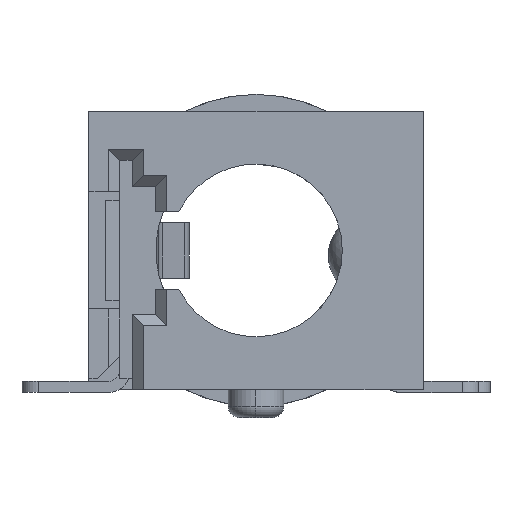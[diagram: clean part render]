
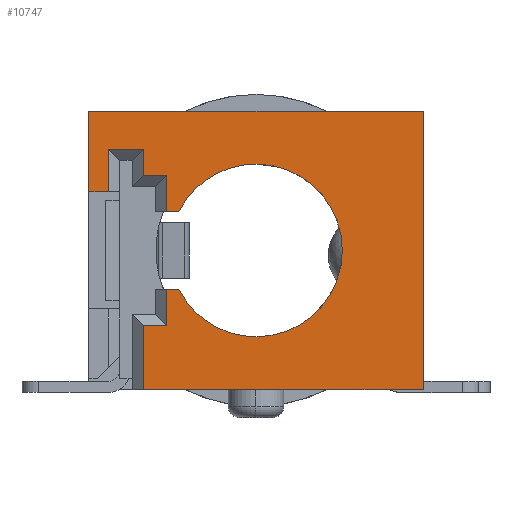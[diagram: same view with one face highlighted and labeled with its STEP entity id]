
A CAD part, left-side view. The second image highlights one B-rep face of the part: STEP entity #10747.
In plain terms, the highlighted planar face has unit normal (-1, 0, 0).
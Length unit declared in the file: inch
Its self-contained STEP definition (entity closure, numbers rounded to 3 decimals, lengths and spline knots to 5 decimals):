
#50 = VECTOR ( 'NONE', #15444, 39.37008 ) ;
#168 = ORIENTED_EDGE ( 'NONE', *, *, #2589, .T. ) ;
#373 = VECTOR ( 'NONE', #7558, 39.37008 ) ;
#454 = CARTESIAN_POINT ( 'NONE',  ( 0., -0.03858, -0.04528 ) ) ;
#466 = EDGE_CURVE ( 'NONE', #1806, #11922, #5330, .T. ) ;
#954 = CIRCLE ( 'NONE', #1483, 0.06102 ) ;
#1039 = LINE ( 'NONE', #4852, #373 ) ;
#1090 = LINE ( 'NONE', #7847, #10800 ) ;
#1179 = ORIENTED_EDGE ( 'NONE', *, *, #8373, .T. ) ;
#1483 = AXIS2_PLACEMENT_3D ( 'NONE', #8371, #5914, #16087 ) ;
#1593 = ORIENTED_EDGE ( 'NONE', *, *, #11718, .T. ) ;
#1619 = VERTEX_POINT ( 'NONE', #11804 ) ;
#1660 = DIRECTION ( 'NONE',  ( 0., -1., 0. ) ) ;
#1747 = CARTESIAN_POINT ( 'NONE',  ( 0., -0.03858, 0. ) ) ;
#1806 = VERTEX_POINT ( 'NONE', #7176 ) ;
#1862 = VECTOR ( 'NONE', #1660, 39.37008 ) ;
#1960 = ORIENTED_EDGE ( 'NONE', *, *, #4555, .T. ) ;
#2446 = VERTEX_POINT ( 'NONE', #9979 ) ;
#2589 = EDGE_CURVE ( 'NONE', #10978, #3118, #4949, .T. ) ;
#2822 = VECTOR ( 'NONE', #11712, 39.37008 ) ;
#2926 = CARTESIAN_POINT ( 'NONE',  ( 0., 0., 0. ) ) ;
#2929 = LINE ( 'NONE', #13208, #1862 ) ;
#3118 = VERTEX_POINT ( 'NONE', #15975 ) ;
#3218 = CARTESIAN_POINT ( 'NONE',  ( 0., -0.11811, -0.09843 ) ) ;
#3364 = CARTESIAN_POINT ( 'NONE',  ( 0., -0.05512, -0.15157 ) ) ;
#3371 = VERTEX_POINT ( 'NONE', #6943 ) ;
#3477 = ORIENTED_EDGE ( 'NONE', *, *, #4912, .T. ) ;
#3555 = EDGE_LOOP ( 'NONE', ( #6394, #14329, #3477, #1593, #10481, #11449, #7427, #9238, #9067, #168, #1179, #14461, #10773, #4998, #12559, #5445, #1960, #14147 ) ) ;
#3576 = EDGE_CURVE ( 'NONE', #3371, #11043, #2929, .T. ) ;
#3580 = DIRECTION ( 'NONE',  ( 0., 0., -1. ) ) ;
#3647 = VERTEX_POINT ( 'NONE', #3364 ) ;
#3809 = EDGE_CURVE ( 'NONE', #14677, #9126, #4967, .T. ) ;
#3818 = VECTOR ( 'NONE', #16506, 39.37008 ) ;
#3985 = DIRECTION ( 'NONE',  ( 0., 1., 0. ) ) ;
#4118 = PLANE ( 'NONE',  #7120 ) ;
#4519 = LINE ( 'NONE', #8726, #5122 ) ;
#4555 = EDGE_CURVE ( 'NONE', #2446, #1619, #5361, .T. ) ;
#4844 = CARTESIAN_POINT ( 'NONE',  ( 0., 0., -0.04528 ) ) ;
#4852 = CARTESIAN_POINT ( 'NONE',  ( 0., 0., 0. ) ) ;
#4897 = EDGE_CURVE ( 'NONE', #3371, #3647, #5934, .T. ) ;
#4912 = EDGE_CURVE ( 'NONE', #3647, #8863, #4519, .T. ) ;
#4949 = LINE ( 'NONE', #6286, #13908 ) ;
#4967 = LINE ( 'NONE', #12617, #8057 ) ;
#4998 = ORIENTED_EDGE ( 'NONE', *, *, #3809, .T. ) ;
#5122 = VECTOR ( 'NONE', #7298, 39.37008 ) ;
#5256 = CARTESIAN_POINT ( 'NONE',  ( 0., -0.11811, -0.19685 ) ) ;
#5330 = LINE ( 'NONE', #5256, #11153 ) ;
#5361 = CIRCLE ( 'NONE', #9927, 0.06102 ) ;
#5445 = ORIENTED_EDGE ( 'NONE', *, *, #12390, .T. ) ;
#5600 = EDGE_CURVE ( 'NONE', #1619, #11043, #15614, .T. ) ;
#5782 = EDGE_CURVE ( 'NONE', #15982, #1806, #12652, .T. ) ;
#5914 = DIRECTION ( 'NONE',  ( 1., 0., 0. ) ) ;
#5934 = LINE ( 'NONE', #15103, #8609 ) ;
#6087 = LINE ( 'NONE', #9942, #15406 ) ;
#6210 = CARTESIAN_POINT ( 'NONE',  ( 0., -0.06366, -0.12598 ) ) ;
#6286 = CARTESIAN_POINT ( 'NONE',  ( 0., -0.01378, 0. ) ) ;
#6394 = ORIENTED_EDGE ( 'NONE', *, *, #3576, .F. ) ;
#6707 = CARTESIAN_POINT ( 'NONE',  ( 0., -0.03858, -0.19685 ) ) ;
#6788 = VECTOR ( 'NONE', #15884, 39.37008 ) ;
#6791 = EDGE_CURVE ( 'NONE', #10134, #10978, #13258, .T. ) ;
#6820 = DIRECTION ( 'NONE',  ( 0., 0., 1. ) ) ;
#6943 = CARTESIAN_POINT ( 'NONE',  ( 0., -0.05512, -0.12598 ) ) ;
#7068 = EDGE_CURVE ( 'NONE', #13774, #14677, #13849, .T. ) ;
#7120 = AXIS2_PLACEMENT_3D ( 'NONE', #2926, #10359, #6820 ) ;
#7176 = CARTESIAN_POINT ( 'NONE',  ( 0., -0.23622, -0.19685 ) ) ;
#7298 = DIRECTION ( 'NONE',  ( 0., 1., 0. ) ) ;
#7313 = EDGE_CURVE ( 'NONE', #15271, #13774, #6087, .T. ) ;
#7427 = ORIENTED_EDGE ( 'NONE', *, *, #11347, .T. ) ;
#7477 = EDGE_CURVE ( 'NONE', #8785, #9126, #8506, .T. ) ;
#7558 = DIRECTION ( 'NONE',  ( 0., 1., 0. ) ) ;
#7847 = CARTESIAN_POINT ( 'NONE',  ( 0., 0., -0.02677 ) ) ;
#8057 = VECTOR ( 'NONE', #15219, 39.37008 ) ;
#8342 = CARTESIAN_POINT ( 'NONE',  ( 0., -0.02165, -0.07087 ) ) ;
#8371 = CARTESIAN_POINT ( 'NONE',  ( 0., -0.11811, -0.09843 ) ) ;
#8373 = EDGE_CURVE ( 'NONE', #3118, #15271, #1090, .T. ) ;
#8446 = VECTOR ( 'NONE', #10958, 39.37008 ) ;
#8506 = LINE ( 'NONE', #8342, #8446 ) ;
#8609 = VECTOR ( 'NONE', #3580, 39.37008 ) ;
#8726 = CARTESIAN_POINT ( 'NONE',  ( 0., 0., -0.15157 ) ) ;
#8785 = VERTEX_POINT ( 'NONE', #14872 ) ;
#8863 = VERTEX_POINT ( 'NONE', #9649 ) ;
#8987 = CARTESIAN_POINT ( 'NONE',  ( 0., -0.01378, -0.05709 ) ) ;
#9067 = ORIENTED_EDGE ( 'NONE', *, *, #6791, .T. ) ;
#9126 = VERTEX_POINT ( 'NONE', #13480 ) ;
#9171 = AXIS2_PLACEMENT_3D ( 'NONE', #9284, #16015, #11823 ) ;
#9238 = ORIENTED_EDGE ( 'NONE', *, *, #10151, .F. ) ;
#9284 = CARTESIAN_POINT ( 'NONE',  ( 0., -0.11811, -0.09843 ) ) ;
#9528 = DIRECTION ( 'NONE',  ( 1., 0., 0. ) ) ;
#9622 = CARTESIAN_POINT ( 'NONE',  ( 0., 0., 0. ) ) ;
#9649 = CARTESIAN_POINT ( 'NONE',  ( 0., -0.03858, -0.15157 ) ) ;
#9871 = CARTESIAN_POINT ( 'NONE',  ( 0., -0.03858, -0.02677 ) ) ;
#9927 = AXIS2_PLACEMENT_3D ( 'NONE', #3218, #9528, #12389 ) ;
#9942 = CARTESIAN_POINT ( 'NONE',  ( 0., -0.03858, 0. ) ) ;
#9979 = CARTESIAN_POINT ( 'NONE',  ( 0., -0.11811, -0.0374 ) ) ;
#10134 = VERTEX_POINT ( 'NONE', #15976 ) ;
#10151 = EDGE_CURVE ( 'NONE', #10134, #11528, #14639, .T. ) ;
#10212 = CARTESIAN_POINT ( 'NONE',  ( 0., -0.23622, 0. ) ) ;
#10359 = DIRECTION ( 'NONE',  ( -1., 0., 0. ) ) ;
#10443 = LINE ( 'NONE', #1747, #2822 ) ;
#10481 = ORIENTED_EDGE ( 'NONE', *, *, #466, .F. ) ;
#10747 = ADVANCED_FACE ( 'NONE', ( #13120 ), #4118, .T. ) ;
#10773 = ORIENTED_EDGE ( 'NONE', *, *, #7068, .T. ) ;
#10800 = VECTOR ( 'NONE', #11642, 39.37008 ) ;
#10958 = DIRECTION ( 'NONE',  ( 0., 1., 0. ) ) ;
#10978 = VERTEX_POINT ( 'NONE', #8987 ) ;
#11043 = VERTEX_POINT ( 'NONE', #6210 ) ;
#11153 = VECTOR ( 'NONE', #3985, 39.37008 ) ;
#11167 = DIRECTION ( 'NONE',  ( 0., -1., 0. ) ) ;
#11347 = EDGE_CURVE ( 'NONE', #15982, #11528, #1039, .T. ) ;
#11408 = DIRECTION ( 'NONE',  ( 0., 0., -1. ) ) ;
#11449 = ORIENTED_EDGE ( 'NONE', *, *, #5782, .F. ) ;
#11528 = VERTEX_POINT ( 'NONE', #9622 ) ;
#11642 = DIRECTION ( 'NONE',  ( 0., -1., 0. ) ) ;
#11712 = DIRECTION ( 'NONE',  ( 0., 0., -1. ) ) ;
#11718 = EDGE_CURVE ( 'NONE', #8863, #11922, #10443, .T. ) ;
#11804 = CARTESIAN_POINT ( 'NONE',  ( 0., -0.11811, -0.15945 ) ) ;
#11823 = DIRECTION ( 'NONE',  ( 0., 0., -1. ) ) ;
#11922 = VERTEX_POINT ( 'NONE', #6707 ) ;
#12389 = DIRECTION ( 'NONE',  ( 0., 0., -1. ) ) ;
#12390 = EDGE_CURVE ( 'NONE', #8785, #2446, #954, .T. ) ;
#12559 = ORIENTED_EDGE ( 'NONE', *, *, #7477, .F. ) ;
#12617 = CARTESIAN_POINT ( 'NONE',  ( 0., -0.05512, 0. ) ) ;
#12652 = LINE ( 'NONE', #10212, #3818 ) ;
#12736 = VECTOR ( 'NONE', #11167, 39.37008 ) ;
#13120 = FACE_OUTER_BOUND ( 'NONE', #3555, .T. ) ;
#13208 = CARTESIAN_POINT ( 'NONE',  ( 0., -0.04724, -0.12598 ) ) ;
#13258 = LINE ( 'NONE', #15765, #50 ) ;
#13480 = CARTESIAN_POINT ( 'NONE',  ( 0., -0.05512, -0.07087 ) ) ;
#13774 = VERTEX_POINT ( 'NONE', #454 ) ;
#13849 = LINE ( 'NONE', #4844, #12736 ) ;
#13908 = VECTOR ( 'NONE', #15354, 39.37008 ) ;
#14147 = ORIENTED_EDGE ( 'NONE', *, *, #5600, .T. ) ;
#14329 = ORIENTED_EDGE ( 'NONE', *, *, #4897, .T. ) ;
#14456 = CARTESIAN_POINT ( 'NONE',  ( 0., -0.05512, -0.04528 ) ) ;
#14461 = ORIENTED_EDGE ( 'NONE', *, *, #7313, .T. ) ;
#14639 = LINE ( 'NONE', #16136, #6788 ) ;
#14677 = VERTEX_POINT ( 'NONE', #14456 ) ;
#14872 = CARTESIAN_POINT ( 'NONE',  ( 0., -0.06366, -0.07087 ) ) ;
#15103 = CARTESIAN_POINT ( 'NONE',  ( 0., -0.05512, 0. ) ) ;
#15219 = DIRECTION ( 'NONE',  ( 0., 0., -1. ) ) ;
#15271 = VERTEX_POINT ( 'NONE', #9871 ) ;
#15354 = DIRECTION ( 'NONE',  ( 0., 0., 1. ) ) ;
#15406 = VECTOR ( 'NONE', #11408, 39.37008 ) ;
#15444 = DIRECTION ( 'NONE',  ( 0., -1., 0. ) ) ;
#15614 = CIRCLE ( 'NONE', #9171, 0.06102 ) ;
#15765 = CARTESIAN_POINT ( 'NONE',  ( 0., 0., -0.05709 ) ) ;
#15884 = DIRECTION ( 'NONE',  ( 0., 0., 1. ) ) ;
#15975 = CARTESIAN_POINT ( 'NONE',  ( 0., -0.01378, -0.02677 ) ) ;
#15976 = CARTESIAN_POINT ( 'NONE',  ( 0., 0., -0.05709 ) ) ;
#15982 = VERTEX_POINT ( 'NONE', #16457 ) ;
#16015 = DIRECTION ( 'NONE',  ( 1., 0., 0. ) ) ;
#16087 = DIRECTION ( 'NONE',  ( 0., 0., -1. ) ) ;
#16136 = CARTESIAN_POINT ( 'NONE',  ( 0., 0., 0. ) ) ;
#16457 = CARTESIAN_POINT ( 'NONE',  ( 0., -0.23622, 0. ) ) ;
#16506 = DIRECTION ( 'NONE',  ( 0., 0., -1. ) ) ;
